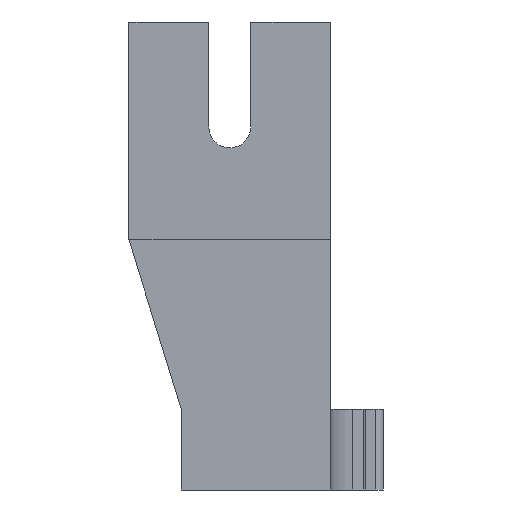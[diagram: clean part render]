
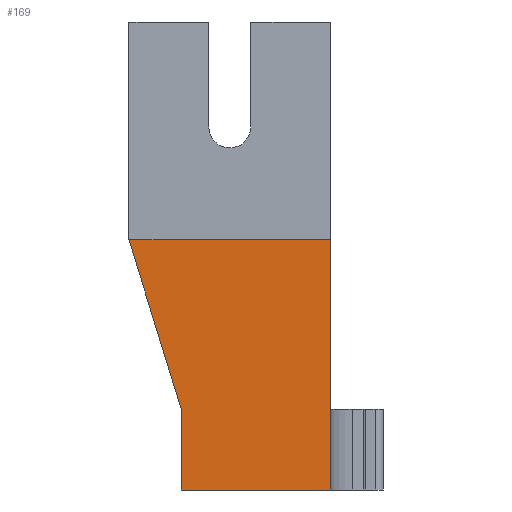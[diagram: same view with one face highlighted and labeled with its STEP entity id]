
A CAD part, front view. The second image highlights one B-rep face of the part: STEP entity #169.
In plain terms, the highlighted planar face has unit normal (0, -1, 0).
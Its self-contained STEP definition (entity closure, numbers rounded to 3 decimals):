
#108=CARTESIAN_POINT('Vertex',(-12.5,0.,10.)) ;
#111=CARTESIAN_POINT('Line Origine',(-15.75,0.,20.5)) ;
#115=CARTESIAN_POINT('Vertex',(-19.,0.,31.)) ;
#131=CARTESIAN_POINT('Axis2P3D Location',(6.,0.,0.)) ;
#136=CARTESIAN_POINT('Line Origine',(6.,0.,15.5)) ;
#140=CARTESIAN_POINT('Vertex',(6.,0.,0.)) ;
#142=CARTESIAN_POINT('Vertex',(6.,0.,31.)) ;
#145=CARTESIAN_POINT('Line Origine',(-6.5,0.,31.)) ;
#150=CARTESIAN_POINT('Line Origine',(-12.5,0.,5.)) ;
#154=CARTESIAN_POINT('Vertex',(-12.5,0.,0.)) ;
#157=CARTESIAN_POINT('Line Origine',(-3.25,0.,0.)) ;
#112=DIRECTION('Vector Direction',(-0.296,0.,0.955)) ;
#132=DIRECTION('Axis2P3D Direction',(0.,1.,-0.)) ;
#133=DIRECTION('Axis2P3D XDirection',(-1.,0.,0.)) ;
#137=DIRECTION('Vector Direction',(0.,0.,1.)) ;
#146=DIRECTION('Vector Direction',(1.,0.,0.)) ;
#151=DIRECTION('Vector Direction',(0.,0.,1.)) ;
#158=DIRECTION('Vector Direction',(-1.,0.,0.)) ;
#134=AXIS2_PLACEMENT_3D('Plane Axis2P3D',#131,#132,#133) ;
#163=ORIENTED_EDGE('',*,*,#144,.T.) ;
#164=ORIENTED_EDGE('',*,*,#149,.T.) ;
#165=ORIENTED_EDGE('',*,*,#117,.T.) ;
#166=ORIENTED_EDGE('',*,*,#156,.F.) ;
#167=ORIENTED_EDGE('',*,*,#161,.T.) ;
#113=VECTOR('Line Direction',#112,1.) ;
#138=VECTOR('Line Direction',#137,1.) ;
#147=VECTOR('Line Direction',#146,1.) ;
#152=VECTOR('Line Direction',#151,1.) ;
#159=VECTOR('Line Direction',#158,1.) ;
#169=ADVANCED_FACE('Corps principal',(#168),#135,.F.) ;
#117=EDGE_CURVE('',#116,#109,#114,.F.) ;
#144=EDGE_CURVE('',#141,#143,#139,.T.) ;
#149=EDGE_CURVE('',#143,#116,#148,.F.) ;
#156=EDGE_CURVE('',#155,#109,#153,.T.) ;
#161=EDGE_CURVE('',#155,#141,#160,.F.) ;
#162=EDGE_LOOP('',(#163,#164,#165,#166,#167)) ;
#168=FACE_OUTER_BOUND('',#162,.T.) ;
#114=LINE('Line',#111,#113) ;
#139=LINE('Line',#136,#138) ;
#148=LINE('Line',#145,#147) ;
#153=LINE('Line',#150,#152) ;
#160=LINE('Line',#157,#159) ;
#135=PLANE('',#134) ;
#109=VERTEX_POINT('',#108) ;
#116=VERTEX_POINT('',#115) ;
#141=VERTEX_POINT('',#140) ;
#143=VERTEX_POINT('',#142) ;
#155=VERTEX_POINT('',#154) ;
